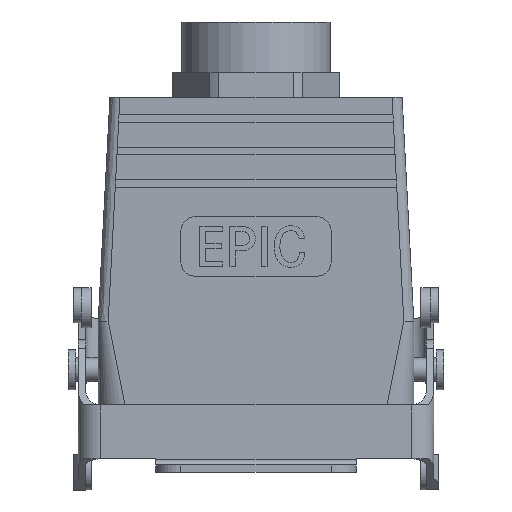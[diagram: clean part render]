
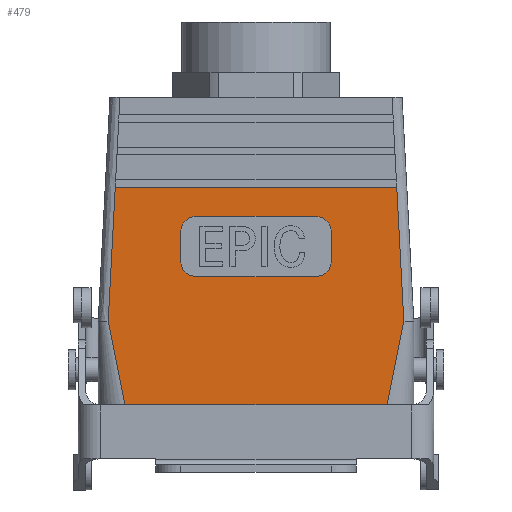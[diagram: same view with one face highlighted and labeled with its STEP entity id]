
A CAD part, left-side view. The second image highlights one B-rep face of the part: STEP entity #479.
In plain terms, the highlighted planar face has unit normal (-1, 0, -0.023).
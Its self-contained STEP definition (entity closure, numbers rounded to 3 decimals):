
#479 = ADVANCED_FACE( '', ( #1053, #1054 ), #1055, .F. );
#1053 = FACE_BOUND( '', #1979, .T. );
#1054 = FACE_OUTER_BOUND( '', #1980, .T. );
#1055 = PLANE( '', #1981 );
#1979 = EDGE_LOOP( '', ( #3376, #3377, #3378, #3379, #3380, #3381, #3382, #3383 ) );
#1980 = EDGE_LOOP( '', ( #3384, #3385, #3386, #3387, #3388, #3389 ) );
#1981 = AXIS2_PLACEMENT_3D( '', #3390, #3391, #3392 );
#3376 = ORIENTED_EDGE( '', *, *, #4392, .T. );
#3377 = ORIENTED_EDGE( '', *, *, #4427, .F. );
#3378 = ORIENTED_EDGE( '', *, *, #4719, .F. );
#3379 = ORIENTED_EDGE( '', *, *, #4720, .F. );
#3380 = ORIENTED_EDGE( '', *, *, #4721, .F. );
#3381 = ORIENTED_EDGE( '', *, *, #4494, .F. );
#3382 = ORIENTED_EDGE( '', *, *, #4722, .T. );
#3383 = ORIENTED_EDGE( '', *, *, #4723, .T. );
#3384 = ORIENTED_EDGE( '', *, *, #4541, .T. );
#3385 = ORIENTED_EDGE( '', *, *, #4326, .F. );
#3386 = ORIENTED_EDGE( '', *, *, #4564, .F. );
#3387 = ORIENTED_EDGE( '', *, *, #4724, .F. );
#3388 = ORIENTED_EDGE( '', *, *, #4283, .T. );
#3389 = ORIENTED_EDGE( '', *, *, #4530, .T. );
#3390 = CARTESIAN_POINT( '', ( -14.75, 31.5, 0. ) );
#3391 = DIRECTION( '', ( 1., 0., 0.023 ) );
#3392 = DIRECTION( '', ( 0.023, 0., -1. ) );
#4283 = EDGE_CURVE( '', #5069, #5067, #5070, .T. );
#4326 = EDGE_CURVE( '', #5142, #5135, #5144, .F. );
#4392 = EDGE_CURVE( '', #5254, #5255, #5256, .F. );
#4427 = EDGE_CURVE( '', #5312, #5255, #5313, .T. );
#4494 = EDGE_CURVE( '', #5420, #5421, #5422, .T. );
#4530 = EDGE_CURVE( '', #5067, #5471, #5474, .F. );
#4541 = EDGE_CURVE( '', #5471, #5135, #5489, .T. );
#4564 = EDGE_CURVE( '', #5217, #5142, #5521, .T. );
#4719 = EDGE_CURVE( '', #5737, #5312, #5738, .F. );
#4720 = EDGE_CURVE( '', #5739, #5737, #5740, .T. );
#4721 = EDGE_CURVE( '', #5421, #5739, #5741, .F. );
#4722 = EDGE_CURVE( '', #5420, #5742, #5743, .F. );
#4723 = EDGE_CURVE( '', #5742, #5254, #5744, .T. );
#4724 = EDGE_CURVE( '', #5069, #5217, #5745, .T. );
#5067 = VERTEX_POINT( '', #6228 );
#5069 = VERTEX_POINT( '', #6243 );
#5070 = B_SPLINE_CURVE_WITH_KNOTS( '', 3, ( #6244, #6245, #6246, #6247 ), .UNSPECIFIED., .F., .F., ( 4, 4 ), ( 0.48, 0.599 ), .UNSPECIFIED. );
#5135 = VERTEX_POINT( '', #6347 );
#5142 = VERTEX_POINT( '', #6379 );
#5144 = B_SPLINE_CURVE_WITH_KNOTS( '', 3, ( #6394, #6395, #6396, #6397 ), .UNSPECIFIED., .F., .F., ( 4, 4 ), ( 0.562, 0.84 ), .UNSPECIFIED. );
#5217 = VERTEX_POINT( '', #6530 );
#5254 = VERTEX_POINT( '', #6581 );
#5255 = VERTEX_POINT( '', #6582 );
#5256 = ELLIPSE( '', #6583, 3.001, 3. );
#5312 = VERTEX_POINT( '', #6659 );
#5313 = LINE( '', #6660, #6661 );
#5420 = VERTEX_POINT( '', #6892 );
#5421 = VERTEX_POINT( '', #6893 );
#5422 = LINE( '', #6894, #6895 );
#5471 = VERTEX_POINT( '', #6971 );
#5474 = B_SPLINE_CURVE_WITH_KNOTS( '', 3, ( #6993, #6994, #6995, #6996 ), .UNSPECIFIED., .F., .F., ( 4, 4 ), ( 0.562, 0.84 ), .UNSPECIFIED. );
#5489 = LINE( '', #7017, #7018 );
#5521 = B_SPLINE_CURVE_WITH_KNOTS( '', 3, ( #7103, #7104, #7105, #7106 ), .UNSPECIFIED., .F., .F., ( 4, 4 ), ( 0.48, 0.599 ), .UNSPECIFIED. );
#5737 = VERTEX_POINT( '', #7509 );
#5738 = ELLIPSE( '', #7510, 3.001, 3. );
#5739 = VERTEX_POINT( '', #7511 );
#5740 = LINE( '', #7512, #7513 );
#5741 = ELLIPSE( '', #7514, 3.001, 3. );
#5742 = VERTEX_POINT( '', #7515 );
#5743 = ELLIPSE( '', #7516, 3.001, 3. );
#5744 = LINE( '', #7517, #7518 );
#5745 = LINE( '', #7519, #7520 );
#6228 = CARTESIAN_POINT( '', ( -15.152, 29.496, 17.18 ) );
#6243 = CARTESIAN_POINT( '', ( -15.779, 28.09, 44. ) );
#6244 = CARTESIAN_POINT( '', ( -15.779, 28.09, 44. ) );
#6245 = CARTESIAN_POINT( '', ( -15.57, 28.559, 35.06 ) );
#6246 = CARTESIAN_POINT( '', ( -15.361, 29.027, 26.12 ) );
#6247 = CARTESIAN_POINT( '', ( -15.152, 29.496, 17.18 ) );
#6347 = CARTESIAN_POINT( '', ( -14.75, -26.026, 0. ) );
#6379 = CARTESIAN_POINT( '', ( -15.152, -29.496, 17.18 ) );
#6394 = CARTESIAN_POINT( '', ( -14.75, -26.026, 0. ) );
#6395 = CARTESIAN_POINT( '', ( -14.884, -27.183, 5.727 ) );
#6396 = CARTESIAN_POINT( '', ( -15.018, -28.339, 11.453 ) );
#6397 = CARTESIAN_POINT( '', ( -15.152, -29.496, 17.18 ) );
#6530 = CARTESIAN_POINT( '', ( -15.779, -28.09, 44. ) );
#6581 = CARTESIAN_POINT( '', ( -15.433, -15., 29.2 ) );
#6582 = CARTESIAN_POINT( '', ( -15.363, -12., 26.2 ) );
#6583 = AXIS2_PLACEMENT_3D( '', #8001, #8002, #8003 );
#6659 = CARTESIAN_POINT( '', ( -15.363, 12., 26.2 ) );
#6660 = CARTESIAN_POINT( '', ( -15.363, 31.5, 26.2 ) );
#6661 = VECTOR( '', #8045, 1000. );
#6892 = CARTESIAN_POINT( '', ( -15.643, -12., 38.2 ) );
#6893 = CARTESIAN_POINT( '', ( -15.643, 12., 38.2 ) );
#6894 = CARTESIAN_POINT( '', ( -15.643, 31.5, 38.2 ) );
#6895 = VECTOR( '', #8092, 1000. );
#6971 = CARTESIAN_POINT( '', ( -14.75, 26.026, 0. ) );
#6993 = CARTESIAN_POINT( '', ( -14.75, 26.026, 0. ) );
#6994 = CARTESIAN_POINT( '', ( -14.884, 27.183, 5.727 ) );
#6995 = CARTESIAN_POINT( '', ( -15.018, 28.339, 11.453 ) );
#6996 = CARTESIAN_POINT( '', ( -15.152, 29.496, 17.18 ) );
#7017 = CARTESIAN_POINT( '', ( -14.75, 31.5, 0. ) );
#7018 = VECTOR( '', #8134, 1000. );
#7103 = CARTESIAN_POINT( '', ( -15.779, -28.09, 44. ) );
#7104 = CARTESIAN_POINT( '', ( -15.57, -28.559, 35.06 ) );
#7105 = CARTESIAN_POINT( '', ( -15.361, -29.027, 26.12 ) );
#7106 = CARTESIAN_POINT( '', ( -15.152, -29.496, 17.18 ) );
#7509 = CARTESIAN_POINT( '', ( -15.433, 15., 29.2 ) );
#7510 = AXIS2_PLACEMENT_3D( '', #8296, #8297, #8298 );
#7511 = CARTESIAN_POINT( '', ( -15.573, 15., 35.2 ) );
#7512 = CARTESIAN_POINT( '', ( -14.75, 15., 0. ) );
#7513 = VECTOR( '', #8299, 1000. );
#7514 = AXIS2_PLACEMENT_3D( '', #8300, #8301, #8302 );
#7515 = CARTESIAN_POINT( '', ( -15.573, -15., 35.2 ) );
#7516 = AXIS2_PLACEMENT_3D( '', #8303, #8304, #8305 );
#7517 = CARTESIAN_POINT( '', ( -14.75, -15., 0. ) );
#7518 = VECTOR( '', #8306, 1000. );
#7519 = CARTESIAN_POINT( '', ( -15.779, 31.5, 44. ) );
#7520 = VECTOR( '', #8307, 1000. );
#8001 = CARTESIAN_POINT( '', ( -15.433, -12., 29.2 ) );
#8002 = DIRECTION( '', ( -1., 0., -0.023 ) );
#8003 = DIRECTION( '', ( 0.023, 0., -1. ) );
#8045 = DIRECTION( '', ( 0., -1., 0. ) );
#8092 = DIRECTION( '', ( 0., 1., 0. ) );
#8134 = DIRECTION( '', ( 0., -1., 0. ) );
#8296 = CARTESIAN_POINT( '', ( -15.433, 12., 29.2 ) );
#8297 = DIRECTION( '', ( 1., 0., 0.023 ) );
#8298 = DIRECTION( '', ( 0.023, 0., -1. ) );
#8299 = DIRECTION( '', ( 0.023, 0., -1. ) );
#8300 = CARTESIAN_POINT( '', ( -15.573, 12., 35.2 ) );
#8301 = DIRECTION( '', ( 1., 0., 0.023 ) );
#8302 = DIRECTION( '', ( 0.023, 0., -1. ) );
#8303 = CARTESIAN_POINT( '', ( -15.573, -12., 35.2 ) );
#8304 = DIRECTION( '', ( -1., 0., -0.023 ) );
#8305 = DIRECTION( '', ( 0.023, 0., -1. ) );
#8306 = DIRECTION( '', ( 0.023, 0., -1. ) );
#8307 = DIRECTION( '', ( 0., -1., 0. ) );
